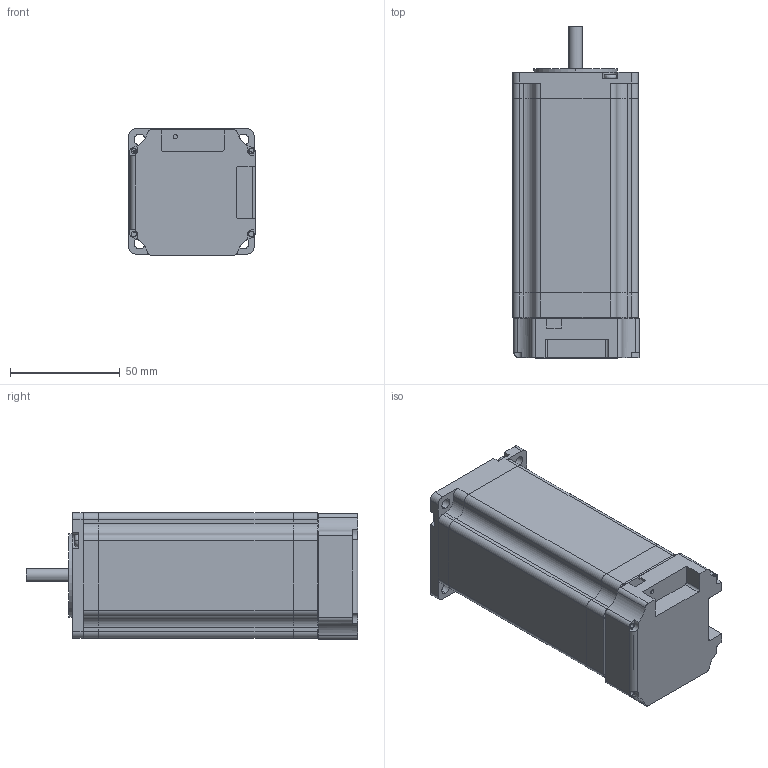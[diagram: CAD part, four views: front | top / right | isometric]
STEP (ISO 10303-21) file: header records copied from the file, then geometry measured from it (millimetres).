
FILE_DESCRIPTION (( 'STEP AP214' ), '1' );
FILE_NAME ('57HS11242A4.STEP', '2024-03-19T02:40:36', ( '' ), ( '' ), 'SwSTEP 2.0', 'SolidWorks 2021', '' );
FILE_SCHEMA (( 'AUTOMOTIVE_DESIGN' ));
Length unit declared in the file: millimetre
Products named in the file (6): 57____.STEP; 57HS11242A4; M3x105.STEP; 57__112.STEP; 57__6.35.STEP; 57菁裔.step
Assembly tree (8 placements, depth 2):
  57HS11242A4
    57____.STEP
    57__6.35.STEP
    57__112.STEP
    M3x105.STEP  x4
    57菁裔.step
Bounding box: 57.5 x 151 x 57.5 mm (x, y, z)
Volume: 333456.6 mm3; surface area: 64347.5 mm2
Topology: 8 solids, 8 shells, 404 faces, 1077 edges, 700 vertices
Faces by surface type: cylinder 187, plane 167, torus 30, bspline 12, cone 8
Entity records: 10664 total; most frequent: DIRECTION 1890, CARTESIAN_POINT 1877, ORIENTED_EDGE 1752, EDGE_CURVE 876, AXIS2_PLACEMENT_3D 699, VERTEX_POINT 568, VECTOR 492, LINE 492
